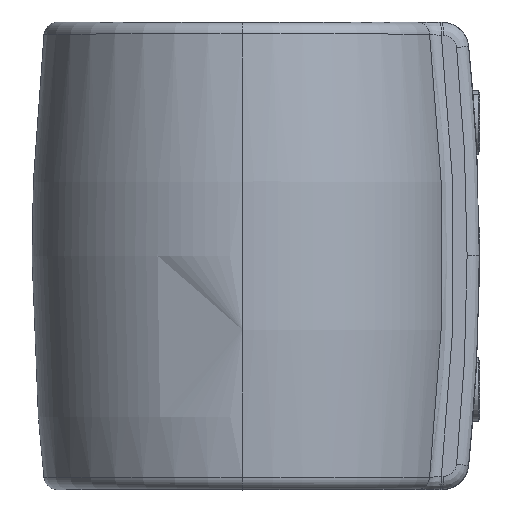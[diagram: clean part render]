
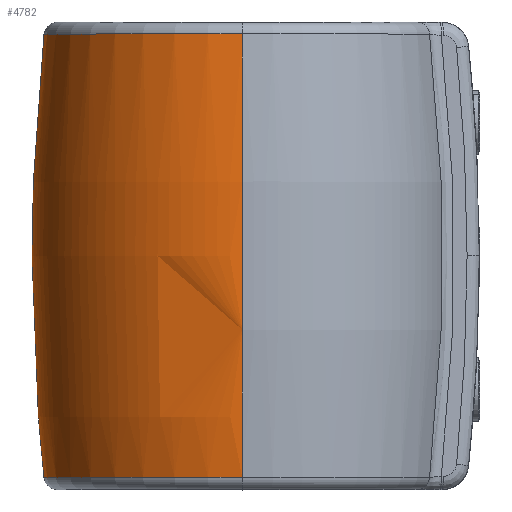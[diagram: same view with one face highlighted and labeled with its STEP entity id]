
A CAD part, top view. The second image highlights one B-rep face of the part: STEP entity #4782.
In plain terms, the highlighted toroidal (fillet/blend) face has major radius 275.75 mm and minor radius 307.25 mm.
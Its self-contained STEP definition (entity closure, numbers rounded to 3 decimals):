
#151 = DIRECTION ( 'NONE',  ( 1., 0., 0. ) ) ;
#210 = CIRCLE ( 'NONE', #8119, 30.553 ) ;
#243 = DIRECTION ( 'NONE',  ( 0., 0., -1. ) ) ;
#392 = DIRECTION ( 'NONE',  ( 0., 0., -1. ) ) ;
#694 = CARTESIAN_POINT ( 'NONE',  ( 0., -24.108, -30.553 ) ) ;
#698 = CIRCLE ( 'NONE', #7191, 29.699 ) ;
#715 = EDGE_CURVE ( 'NONE', #7356, #792, #7118, .T. ) ;
#792 = VERTEX_POINT ( 'NONE', #6720 ) ;
#806 = CARTESIAN_POINT ( 'NONE',  ( 0., -33.216, 29.699 ) ) ;
#917 = EDGE_CURVE ( 'NONE', #7985, #8959, #210, .T. ) ;
#1104 = EDGE_CURVE ( 'NONE', #6764, #8959, #7783, .T. ) ;
#1145 = CARTESIAN_POINT ( 'NONE',  ( 0., 0., 275.75 ) ) ;
#1148 = CARTESIAN_POINT ( 'NONE',  ( -9.457, 24.108, -29.052 ) ) ;
#1232 = ORIENTED_EDGE ( 'NONE', *, *, #1104, .F. ) ;
#1267 = CIRCLE ( 'NONE', #8548, 29.699 ) ;
#1422 = ORIENTED_EDGE ( 'NONE', *, *, #7752, .T. ) ;
#1647 = CARTESIAN_POINT ( 'NONE',  ( 0., -24.108, 0. ) ) ;
#2092 = DIRECTION ( 'NONE',  ( 0., 0., -1. ) ) ;
#2115 = DIRECTION ( 'NONE',  ( 0., 1., 0. ) ) ;
#2388 = DIRECTION ( 'NONE',  ( 0., 0., 1. ) ) ;
#2494 = AXIS2_PLACEMENT_3D ( 'NONE', #1145, #151, #3429 ) ;
#2519 = B_SPLINE_CURVE_WITH_KNOTS ( 'NONE', 3,
 ( #1148, #4212, #2667, #7804, #6397, #9302 ),
 .UNSPECIFIED., .F., .F.,
 ( 4, 2, 4 ),
 ( 0., 0.024, 0.048 ),
 .UNSPECIFIED. ) ;
#2534 = VERTEX_POINT ( 'NONE', #5328 ) ;
#2595 = ORIENTED_EDGE ( 'NONE', *, *, #917, .T. ) ;
#2667 = CARTESIAN_POINT ( 'NONE',  ( -9.493, 8.049, -30.035 ) ) ;
#2883 = ORIENTED_EDGE ( 'NONE', *, *, #3348, .F. ) ;
#2934 = CARTESIAN_POINT ( 'NONE',  ( 0., -33.216, 0. ) ) ;
#3322 = TOROIDAL_SURFACE ( 'NONE', #3490, -275.75, 307.25 ) ;
#3348 = EDGE_CURVE ( 'NONE', #7356, #5366, #9085, .T. ) ;
#3429 = DIRECTION ( 'NONE',  ( 0., 0., -1. ) ) ;
#3490 = AXIS2_PLACEMENT_3D ( 'NONE', #8087, #3671, #4490 ) ;
#3510 = EDGE_CURVE ( 'NONE', #2534, #5366, #1267, .T. ) ;
#3671 = DIRECTION ( 'NONE',  ( 0., 1., 0. ) ) ;
#3718 = EDGE_CURVE ( 'NONE', #6764, #5256, #698, .T. ) ;
#3730 = DIRECTION ( 'NONE',  ( 0., 0., 1. ) ) ;
#3925 = AXIS2_PLACEMENT_3D ( 'NONE', #6952, #7622, #243 ) ;
#4084 = ORIENTED_EDGE ( 'NONE', *, *, #3718, .T. ) ;
#4207 = CARTESIAN_POINT ( 'NONE',  ( 0., 24.108, 0. ) ) ;
#4212 = CARTESIAN_POINT ( 'NONE',  ( -9.482, 16.085, -29.708 ) ) ;
#4490 = DIRECTION ( 'NONE',  ( 0., 0., 1. ) ) ;
#4560 = CARTESIAN_POINT ( 'NONE',  ( -9.457, -24.108, -29.052 ) ) ;
#4754 = EDGE_LOOP ( 'NONE', ( #1232, #4084, #7572, #8514, #2883, #8259, #1422, #2595 ) ) ;
#4782 = ADVANCED_FACE ( 'NONE', ( #5297 ), #3322, .T. ) ;
#4836 = CARTESIAN_POINT ( 'NONE',  ( 0., 33.216, 0. ) ) ;
#5256 = VERTEX_POINT ( 'NONE', #806 ) ;
#5297 = FACE_OUTER_BOUND ( 'NONE', #4754, .T. ) ;
#5328 = CARTESIAN_POINT ( 'NONE',  ( 0., 33.216, 29.699 ) ) ;
#5366 = VERTEX_POINT ( 'NONE', #7845 ) ;
#6083 = DIRECTION ( 'NONE',  ( 0., -1., 0. ) ) ;
#6377 = DIRECTION ( 'NONE',  ( 0., -1., 0. ) ) ;
#6397 = CARTESIAN_POINT ( 'NONE',  ( -9.482, -16.085, -29.708 ) ) ;
#6625 = CARTESIAN_POINT ( 'NONE',  ( 0., -33.216, -29.699 ) ) ;
#6675 = DIRECTION ( 'NONE',  ( 0., 0., 1. ) ) ;
#6720 = CARTESIAN_POINT ( 'NONE',  ( -9.457, 24.108, -29.052 ) ) ;
#6764 = VERTEX_POINT ( 'NONE', #6625 ) ;
#6952 = CARTESIAN_POINT ( 'NONE',  ( 0., 0., 275.75 ) ) ;
#7082 = CARTESIAN_POINT ( 'NONE',  ( 0., 24.108, -30.553 ) ) ;
#7118 = CIRCLE ( 'NONE', #7317, 30.553 ) ;
#7152 = EDGE_CURVE ( 'NONE', #5256, #2534, #7900, .T. ) ;
#7191 = AXIS2_PLACEMENT_3D ( 'NONE', #2934, #8877, #6675 ) ;
#7280 = CARTESIAN_POINT ( 'NONE',  ( 0., 0., -275.75 ) ) ;
#7317 = AXIS2_PLACEMENT_3D ( 'NONE', #4207, #2115, #2092 ) ;
#7356 = VERTEX_POINT ( 'NONE', #7082 ) ;
#7384 = DIRECTION ( 'NONE',  ( -1., 0., 0. ) ) ;
#7572 = ORIENTED_EDGE ( 'NONE', *, *, #7152, .T. ) ;
#7622 = DIRECTION ( 'NONE',  ( 1., 0., 0. ) ) ;
#7752 = EDGE_CURVE ( 'NONE', #792, #7985, #2519, .T. ) ;
#7783 = CIRCLE ( 'NONE', #2494, 307.25 ) ;
#7804 = CARTESIAN_POINT ( 'NONE',  ( -9.493, -8.049, -30.035 ) ) ;
#7845 = CARTESIAN_POINT ( 'NONE',  ( 0., 33.216, -29.699 ) ) ;
#7900 = CIRCLE ( 'NONE', #8906, 307.25 ) ;
#7985 = VERTEX_POINT ( 'NONE', #4560 ) ;
#8087 = CARTESIAN_POINT ( 'NONE',  ( 0., 0., 0. ) ) ;
#8119 = AXIS2_PLACEMENT_3D ( 'NONE', #1647, #6083, #2388 ) ;
#8259 = ORIENTED_EDGE ( 'NONE', *, *, #715, .T. ) ;
#8514 = ORIENTED_EDGE ( 'NONE', *, *, #3510, .T. ) ;
#8548 = AXIS2_PLACEMENT_3D ( 'NONE', #4836, #6377, #392 ) ;
#8877 = DIRECTION ( 'NONE',  ( 0., 1., 0. ) ) ;
#8906 = AXIS2_PLACEMENT_3D ( 'NONE', #7280, #7384, #3730 ) ;
#8959 = VERTEX_POINT ( 'NONE', #694 ) ;
#9085 = CIRCLE ( 'NONE', #3925, 307.25 ) ;
#9302 = CARTESIAN_POINT ( 'NONE',  ( -9.457, -24.108, -29.052 ) ) ;
